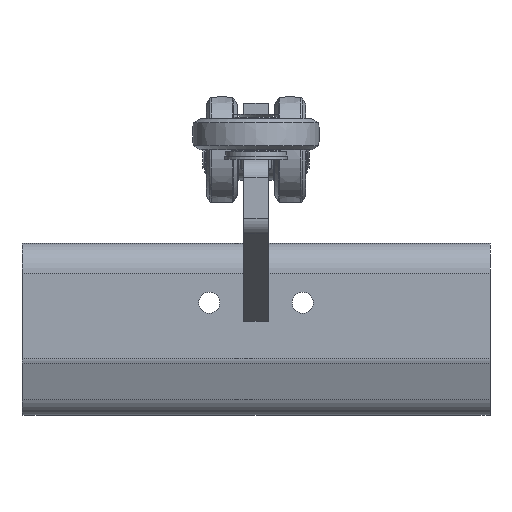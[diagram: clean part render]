
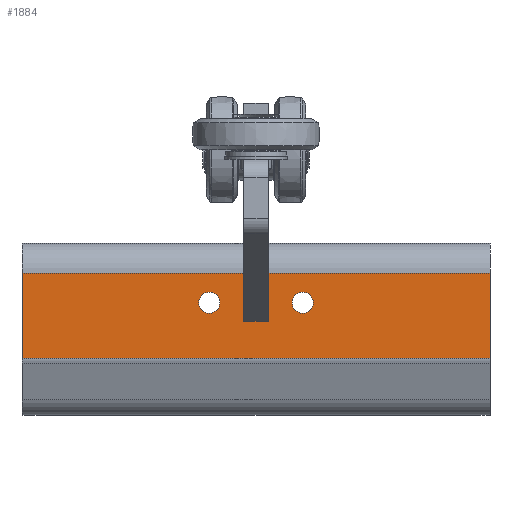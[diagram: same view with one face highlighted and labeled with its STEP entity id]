
A CAD part, left-side view. The second image highlights one B-rep face of the part: STEP entity #1884.
In plain terms, the highlighted face is planar.
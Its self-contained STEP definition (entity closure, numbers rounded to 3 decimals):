
#1884=ADVANCED_FACE('',(#3113,#3114,#3115),#3116,.F.);
#3113=FACE_OUTER_BOUND('',#4168,.T.);
#3114=FACE_BOUND('',#4169,.T.);
#3115=FACE_BOUND('',#4170,.T.);
#3116=PLANE('',#4171);
#4168=EDGE_LOOP('',(#5714,#5715,#5716,#5717));
#4169=EDGE_LOOP('',(#5718));
#4170=EDGE_LOOP('',(#5719));
#4171=AXIS2_PLACEMENT_3D('',#5720,#5721,#5722);
#5714=ORIENTED_EDGE('',*,*,#6258,.F.);
#5715=ORIENTED_EDGE('',*,*,#6195,.T.);
#5716=ORIENTED_EDGE('',*,*,#6181,.T.);
#5717=ORIENTED_EDGE('',*,*,#6521,.T.);
#5718=ORIENTED_EDGE('',*,*,#6132,.F.);
#5719=ORIENTED_EDGE('',*,*,#6014,.F.);
#5720=CARTESIAN_POINT('',(30.,4.5,75.));
#5721=DIRECTION('',(-1.,0.,0.));
#5722=DIRECTION('',(0.,1.,0.));
#6014=EDGE_CURVE('',#6663,#6663,#6664,.T.);
#6132=EDGE_CURVE('',#6865,#6865,#6866,.T.);
#6181=EDGE_CURVE('',#6947,#6945,#6948,.T.);
#6195=EDGE_CURVE('',#6967,#6947,#6970,.T.);
#6258=EDGE_CURVE('',#6967,#7063,#7064,.T.);
#6521=EDGE_CURVE('',#6945,#7063,#7423,.T.);
#6663=VERTEX_POINT('',#7592);
#6664=CIRCLE('',#7593,3.4);
#6865=VERTEX_POINT('',#7828);
#6866=CIRCLE('',#7829,3.4);
#6945=VERTEX_POINT('',#7923);
#6947=VERTEX_POINT('',#7925);
#6948=LINE('',#7926,#7927);
#6967=VERTEX_POINT('',#7950);
#6970=LINE('',#7954,#7955);
#7063=VERTEX_POINT('',#8058);
#7064=LINE('',#8059,#8060);
#7423=LINE('',#8476,#8477);
#7592=CARTESIAN_POINT('',(30.,-14.5,11.6));
#7593=AXIS2_PLACEMENT_3D('',#8599,#8600,#8601);
#7828=CARTESIAN_POINT('',(30.,-14.5,-18.4));
#7829=AXIS2_PLACEMENT_3D('',#8804,#8805,#8806);
#7923=CARTESIAN_POINT('',(30.,-5.,-75.));
#7925=CARTESIAN_POINT('',(30.,-32.249,-75.));
#7926=CARTESIAN_POINT('',(30.,4.5,-75.));
#7927=VECTOR('',#8885,1.);
#7950=CARTESIAN_POINT('',(30.,-32.249,75.));
#7954=CARTESIAN_POINT('',(30.,-32.249,75.));
#7955=VECTOR('',#8906,1.);
#8058=CARTESIAN_POINT('',(30.,-5.,75.));
#8059=CARTESIAN_POINT('',(30.,4.5,75.));
#8060=VECTOR('',#9001,1.);
#8476=CARTESIAN_POINT('',(30.,-5.,75.));
#8477=VECTOR('',#9311,1.);
#8599=CARTESIAN_POINT('',(30.,-14.5,15.));
#8600=DIRECTION('',(1.,0.,0.));
#8601=DIRECTION('',(0.,0.,-1.));
#8804=CARTESIAN_POINT('',(30.,-14.5,-15.));
#8805=DIRECTION('',(1.,0.,0.));
#8806=DIRECTION('',(0.,0.,-1.));
#8885=DIRECTION('',(0.,1.,0.));
#8906=DIRECTION('',(0.,0.,-1.));
#9001=DIRECTION('',(0.,1.,0.));
#9311=DIRECTION('',(0.,0.,1.));
